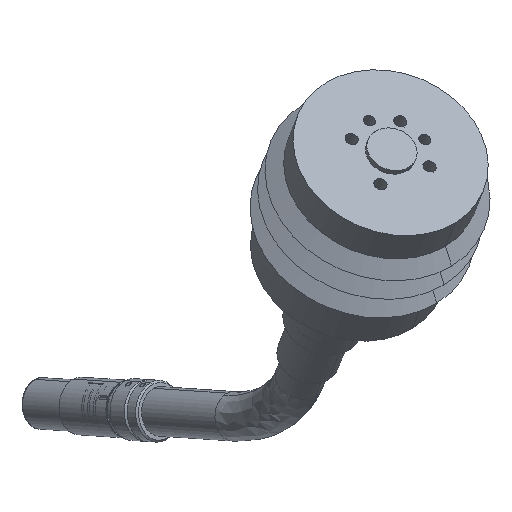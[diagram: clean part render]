
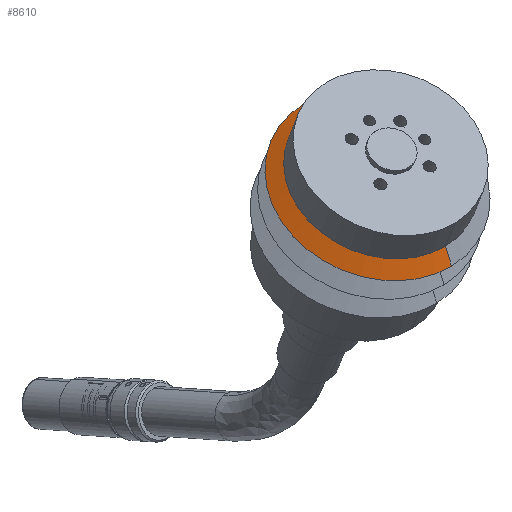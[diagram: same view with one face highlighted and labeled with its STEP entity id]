
A CAD part, isometric view. The second image highlights one B-rep face of the part: STEP entity #8610.
In plain terms, the highlighted conical face has half-angle 42.769 degrees and reference radius 55.9 mm.
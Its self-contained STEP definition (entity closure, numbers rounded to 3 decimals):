
#979 = DIRECTION ( 'NONE',  ( 0.151, -0.988, -0.02 ) ) ;
#1884 = CARTESIAN_POINT ( 'NONE',  ( 4.006, 0., 30.74 ) ) ;
#2454 = DIRECTION ( 'NONE',  ( -0.008, 0.671, 0.741 ) ) ;
#2724 = ORIENTED_EDGE ( 'NONE', *, *, #9342, .T. ) ;
#2881 = FACE_OUTER_BOUND ( 'NONE', #8623, .T. ) ;
#2900 = DIRECTION ( 'NONE',  ( -0.129, 0., -0.992 ) ) ;
#4218 = CIRCLE ( 'NONE', #16350, 55.9 ) ;
#4679 = EDGE_CURVE ( 'NONE', #12419, #15119, #12395, .T. ) ;
#4861 = EDGE_CURVE ( 'NONE', #20728, #12419, #16490, .T. ) ;
#4920 = CONICAL_SURFACE ( 'NONE', #17059, 55.9, 0.746 ) ;
#5999 = VERTEX_POINT ( 'NONE', #13611 ) ;
#6123 = CARTESIAN_POINT ( 'NONE',  ( 4.006, 0., 30.74 ) ) ;
#6127 = AXIS2_PLACEMENT_3D ( 'NONE', #9620, #2900, #8147 ) ;
#6508 = DIRECTION ( 'NONE',  ( 0.197, -0.671, 0.715 ) ) ;
#8147 = DIRECTION ( 'NONE',  ( -0.151, 0.988, 0.02 ) ) ;
#8610 = ADVANCED_FACE ( 'NONE', ( #2881 ), #4920, .T. ) ;
#8623 = EDGE_LOOP ( 'NONE', ( #16924, #16745, #10170, #2724 ) ) ;
#8981 = CARTESIAN_POINT ( 'NONE',  ( 10.289, -47.935, 21.854 ) ) ;
#9342 = EDGE_CURVE ( 'NONE', #5999, #15119, #4218, .T. ) ;
#9620 = CARTESIAN_POINT ( 'NONE',  ( 2.972, 0., 22.807 ) ) ;
#10170 = ORIENTED_EDGE ( 'NONE', *, *, #20172, .T. ) ;
#12272 = CARTESIAN_POINT ( 'NONE',  ( -4.344, 47.935, 23.761 ) ) ;
#12395 = LINE ( 'NONE', #17770, #14607 ) ;
#12419 = VERTEX_POINT ( 'NONE', #12272 ) ;
#13518 = DIRECTION ( 'NONE',  ( -0.129, 0., -0.992 ) ) ;
#13611 = CARTESIAN_POINT ( 'NONE',  ( 12.44, -55.249, 29.641 ) ) ;
#14003 = LINE ( 'NONE', #16358, #21871 ) ;
#14607 = VECTOR ( 'NONE', #2454, 1000. ) ;
#15119 = VERTEX_POINT ( 'NONE', #16778 ) ;
#16350 = AXIS2_PLACEMENT_3D ( 'NONE', #1884, #13518, #18649 ) ;
#16358 = CARTESIAN_POINT ( 'NONE',  ( 12.44, -55.249, 29.641 ) ) ;
#16490 = CIRCLE ( 'NONE', #6127, 48.5 ) ;
#16745 = ORIENTED_EDGE ( 'NONE', *, *, #4861, .F. ) ;
#16778 = CARTESIAN_POINT ( 'NONE',  ( -4.427, 55.249, 31.839 ) ) ;
#16924 = ORIENTED_EDGE ( 'NONE', *, *, #4679, .F. ) ;
#17059 = AXIS2_PLACEMENT_3D ( 'NONE', #6123, #18312, #979 ) ;
#17770 = CARTESIAN_POINT ( 'NONE',  ( -4.427, 55.249, 31.839 ) ) ;
#18312 = DIRECTION ( 'NONE',  ( 0.129, 0., 0.992 ) ) ;
#18649 = DIRECTION ( 'NONE',  ( 0.33, -0.943, -0.043 ) ) ;
#20172 = EDGE_CURVE ( 'NONE', #20728, #5999, #14003, .T. ) ;
#20728 = VERTEX_POINT ( 'NONE', #8981 ) ;
#21871 = VECTOR ( 'NONE', #6508, 1000. ) ;
